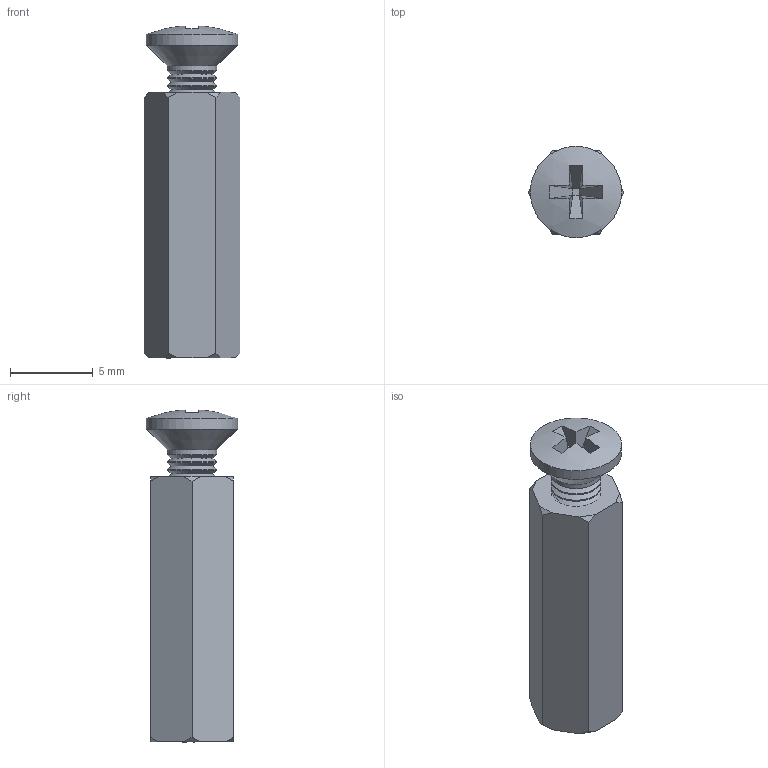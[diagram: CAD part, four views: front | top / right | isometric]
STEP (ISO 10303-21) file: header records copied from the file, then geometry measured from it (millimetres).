
FILE_DESCRIPTION(/* description */ (''),/* implementation_level */ '2;1');
FILE_NAME(/* name */ 'Standoff_M3x12_Screw_M3x5.step',/* time_stamp */ '2022-07-10T12:53:24+03:00',/* author */ (''),/* organization */ (''),/* preprocessor_version */ 'ST-DEVELOPER v19',/* originating_system */ 'Autodesk Translation Framework v11.7.0.108',/* authorisation */ '');
FILE_SCHEMA (('AUTOMOTIVE_DESIGN { 1 0 10303 214 3 1 1 }'));
Length unit declared in the file: millimetre
Products named in the file (3): Standoff_M3x12_Screw_M3x5; Spacing sleeve TDYSFF M3; M3x5 Screw
Assembly tree (2 placements, depth 2):
  Standoff_M3x12_Screw_M3x5
    Spacing sleeve TDYSFF M3
    M3x5 Screw
Bounding box: 5.77 x 5.5 x 20 mm (x, y, z)
Volume: 305.8 mm3; surface area: 658.9 mm2
Topology: 2 solids, 2 shells, 127 faces, 356 edges, 234 vertices
Faces by surface type: cylinder 74, plane 34, cone 14, bspline 4, sphere 1
Full cylindrical faces by diameter (mm): 2.529 x16, 3 x7, 3.086 x8, 5.5 x1
Entity records: 8023 total; most frequent: CARTESIAN_POINT 4890, ORIENTED_EDGE 712, DIRECTION 528, EDGE_CURVE 356, VERTEX_POINT 234, AXIS2_PLACEMENT_3D 186, LINE 156, VECTOR 156
